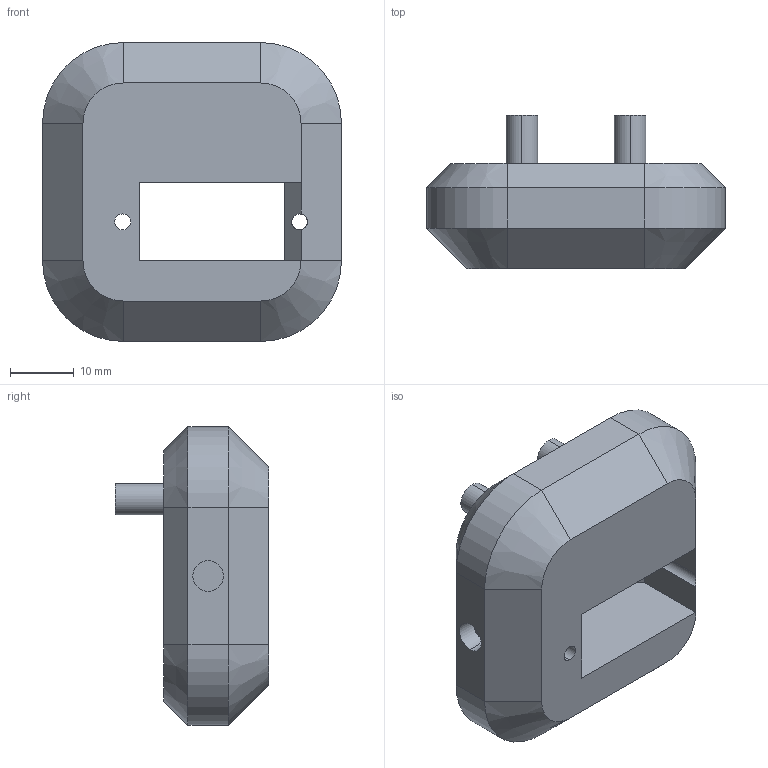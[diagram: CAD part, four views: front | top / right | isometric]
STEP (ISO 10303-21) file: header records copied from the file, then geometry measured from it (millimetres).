
FILE_DESCRIPTION (( 'STEP AP203' ), '1' );
FILE_NAME ('Robot hand palm 2.0.STEP', '2024-08-06T15:52:00', ( '' ), ( '' ), 'SwSTEP 2.0', 'SolidWorks 2023', '' );
FILE_SCHEMA (( 'CONFIG_CONTROL_DESIGN' ));
Length unit declared in the file: inch
Products named in the file (1): Robot hand palm 2.0
Bounding box: 46.99 x 24.13 x 46.99 mm (x, y, z)
Volume: 25013.1 mm3; surface area: 6903.8 mm2
Topology: 1 solids, 1 shells, 46 faces, 110 edges, 67 vertices
Faces by surface type: plane 24, cylinder 14, cone 8
Entity records: 1407 total; most frequent: CARTESIAN_POINT 236, DIRECTION 234, ORIENTED_EDGE 220, EDGE_CURVE 110, AXIS2_PLACEMENT_3D 81, VECTOR 72, LINE 72, VERTEX_POINT 67
